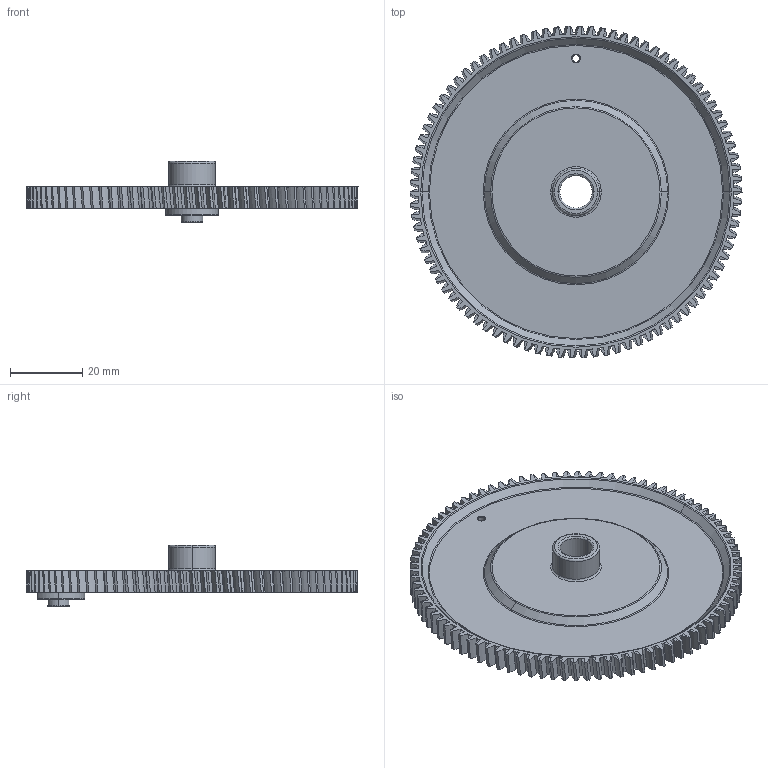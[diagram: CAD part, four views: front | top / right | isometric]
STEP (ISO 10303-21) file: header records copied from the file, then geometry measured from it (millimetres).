
FILE_DESCRIPTION (( 'STEP AP203' ), '1' );
FILE_NAME ('Moby-RH-3_Défaut_sldprt.STEP', '2019-11-01T12:18:23', ( '' ), ( '' ), 'SwSTEP 2.0', 'SolidWorks 2017', '' );
FILE_SCHEMA (( 'CONFIG_CONTROL_DESIGN' ));
Length unit declared in the file: millimetre
Products named in the file (1): Moby-RH-3_Défaut_sldprt
Bounding box: 92 x 91.98 x 17 mm (x, y, z)
Volume: 16807.5 mm3; surface area: 18227.6 mm2
Topology: 1 solids, 1 shells, 722 faces, 2040 edges, 1322 vertices
Faces by surface type: bspline 376, cylinder 143, plane 119, torus 67, cone 11, sphere 6
Entity records: 28428 total; most frequent: CARTESIAN_POINT 13661, ORIENTED_EDGE 4068, DIRECTION 2097, EDGE_CURVE 2034, VERTEX_POINT 1322, AXIS2_PLACEMENT_3D 955, EDGE_LOOP 734, FACE_OUTER_BOUND 722
